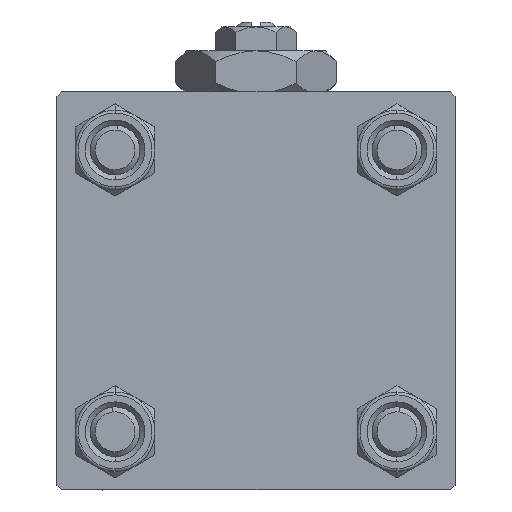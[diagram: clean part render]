
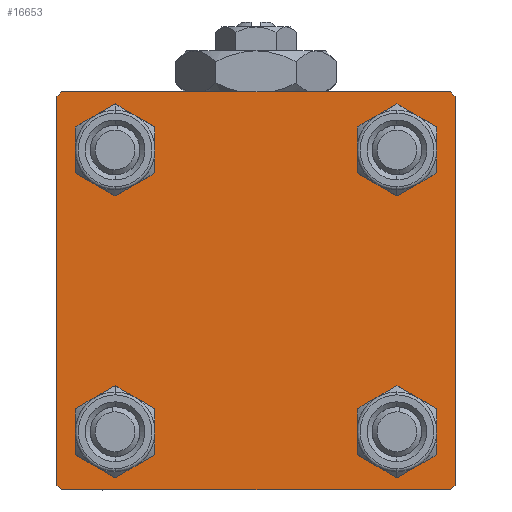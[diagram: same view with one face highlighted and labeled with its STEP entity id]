
A CAD part, left-side view. The second image highlights one B-rep face of the part: STEP entity #16653.
In plain terms, the highlighted planar face has unit normal (-1, 0, 0).
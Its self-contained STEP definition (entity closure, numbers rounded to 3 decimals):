
#116 = CARTESIAN_POINT ( 'NONE',  ( 0., 14.15, 14.15 ) ) ;
#271 = VERTEX_POINT ( 'NONE', #40556 ) ;
#1101 = VERTEX_POINT ( 'NONE', #48223 ) ;
#1195 = EDGE_CURVE ( 'NONE', #7389, #31773, #48477, .T. ) ;
#1344 = CARTESIAN_POINT ( 'NONE',  ( 0., -14.15, -17.15 ) ) ;
#2118 = CIRCLE ( 'NONE', #40815, 3. ) ;
#3343 = DIRECTION ( 'NONE',  ( 0., 0., 1. ) ) ;
#4130 = AXIS2_PLACEMENT_3D ( 'NONE', #8770, #40134, #8515 ) ;
#4655 = VECTOR ( 'NONE', #12709, 1000. ) ;
#4767 = DIRECTION ( 'NONE',  ( 0., 0., 1. ) ) ;
#5304 = CARTESIAN_POINT ( 'NONE',  ( 0., -19.75, 19.75 ) ) ;
#5546 = EDGE_CURVE ( 'NONE', #21511, #11028, #11970, .T. ) ;
#5563 = DIRECTION ( 'NONE',  ( 0., -0.707, 0.707 ) ) ;
#6311 = AXIS2_PLACEMENT_3D ( 'NONE', #32926, #21589, #4767 ) ;
#6387 = CARTESIAN_POINT ( 'NONE',  ( 0., -20., 20. ) ) ;
#6511 = DIRECTION ( 'NONE',  ( -1., 0., 0. ) ) ;
#6841 = EDGE_CURVE ( 'NONE', #7389, #28556, #19014, .T. ) ;
#7121 = CARTESIAN_POINT ( 'NONE',  ( 0., -19.5, -20. ) ) ;
#7201 = VERTEX_POINT ( 'NONE', #46345 ) ;
#7280 = VERTEX_POINT ( 'NONE', #37007 ) ;
#7389 = VERTEX_POINT ( 'NONE', #19343 ) ;
#7807 = EDGE_CURVE ( 'NONE', #15709, #7201, #43520, .T. ) ;
#7976 = CIRCLE ( 'NONE', #6311, 3. ) ;
#8310 = CARTESIAN_POINT ( 'NONE',  ( 0., -14.15, -14.15 ) ) ;
#8476 = EDGE_LOOP ( 'NONE', ( #23211, #31009 ) ) ;
#8515 = DIRECTION ( 'NONE',  ( 0., 0., 1. ) ) ;
#8738 = EDGE_CURVE ( 'NONE', #8742, #7201, #41631, .T. ) ;
#8742 = VERTEX_POINT ( 'NONE', #7121 ) ;
#8770 = CARTESIAN_POINT ( 'NONE',  ( 0., -14.15, -14.15 ) ) ;
#10584 = DIRECTION ( 'NONE',  ( 1., 0., 0. ) ) ;
#11028 = VERTEX_POINT ( 'NONE', #28345 ) ;
#11242 = CARTESIAN_POINT ( 'NONE',  ( 0., -19.5, 20. ) ) ;
#11599 = EDGE_CURVE ( 'NONE', #271, #8742, #12612, .T. ) ;
#11920 = ORIENTED_EDGE ( 'NONE', *, *, #12547, .T. ) ;
#11970 = CIRCLE ( 'NONE', #32960, 3. ) ;
#12547 = EDGE_CURVE ( 'NONE', #15709, #28556, #41113, .T. ) ;
#12612 = LINE ( 'NONE', #28949, #28144 ) ;
#12709 = DIRECTION ( 'NONE',  ( 0., 0., -1. ) ) ;
#12778 = CARTESIAN_POINT ( 'NONE',  ( 0., -14.15, 14.15 ) ) ;
#12929 = DIRECTION ( 'NONE',  ( 0., 0.707, 0.707 ) ) ;
#12968 = LINE ( 'NONE', #17710, #4655 ) ;
#13389 = VERTEX_POINT ( 'NONE', #1344 ) ;
#13684 = CIRCLE ( 'NONE', #36270, 3. ) ;
#14024 = CARTESIAN_POINT ( 'NONE',  ( 0., -14.15, 14.15 ) ) ;
#15066 = DIRECTION ( 'NONE',  ( 0., -1., 0. ) ) ;
#15490 = AXIS2_PLACEMENT_3D ( 'NONE', #8310, #16473, #48344 ) ;
#15709 = VERTEX_POINT ( 'NONE', #51857 ) ;
#16290 = EDGE_CURVE ( 'NONE', #31773, #31218, #12968, .T. ) ;
#16473 = DIRECTION ( 'NONE',  ( 1., 0., 0. ) ) ;
#16653 = ADVANCED_FACE ( 'NONE', ( #49968, #26801, #23098, #19147, #46806 ), #43378, .T. ) ;
#17710 = CARTESIAN_POINT ( 'NONE',  ( 0., 20., 20. ) ) ;
#18070 = VECTOR ( 'NONE', #12929, 1000. ) ;
#19008 = EDGE_LOOP ( 'NONE', ( #26222, #30403 ) ) ;
#19014 = LINE ( 'NONE', #22702, #47343 ) ;
#19147 = FACE_BOUND ( 'NONE', #19008, .T. ) ;
#19343 = CARTESIAN_POINT ( 'NONE',  ( 0., 19.5, 20. ) ) ;
#19739 = CARTESIAN_POINT ( 'NONE',  ( 0., 14.15, -14.15 ) ) ;
#20032 = CIRCLE ( 'NONE', #35140, 3. ) ;
#20181 = CARTESIAN_POINT ( 'NONE',  ( 0., 14.15, -11.15 ) ) ;
#21048 = CARTESIAN_POINT ( 'NONE',  ( 0., 19.75, 19.75 ) ) ;
#21511 = VERTEX_POINT ( 'NONE', #20181 ) ;
#21589 = DIRECTION ( 'NONE',  ( 1., 0., 0. ) ) ;
#22295 = CARTESIAN_POINT ( 'NONE',  ( 0., 14.15, 14.15 ) ) ;
#22702 = CARTESIAN_POINT ( 'NONE',  ( 0., 20., 20. ) ) ;
#23098 = FACE_BOUND ( 'NONE', #35106, .T. ) ;
#23211 = ORIENTED_EDGE ( 'NONE', *, *, #37443, .T. ) ;
#23822 = VECTOR ( 'NONE', #46417, 1000. ) ;
#23841 = ORIENTED_EDGE ( 'NONE', *, *, #36672, .T. ) ;
#24059 = CARTESIAN_POINT ( 'NONE',  ( 0., 19.75, -19.75 ) ) ;
#25579 = CIRCLE ( 'NONE', #15490, 3. ) ;
#26222 = ORIENTED_EDGE ( 'NONE', *, *, #36972, .T. ) ;
#26327 = VECTOR ( 'NONE', #40108, 1000. ) ;
#26672 = DIRECTION ( 'NONE',  ( 0., 0., 1. ) ) ;
#26683 = CARTESIAN_POINT ( 'NONE',  ( 0., 14.15, 17.15 ) ) ;
#26801 = FACE_BOUND ( 'NONE', #47791, .T. ) ;
#27050 = DIRECTION ( 'NONE',  ( 0., 0., 1. ) ) ;
#28144 = VECTOR ( 'NONE', #48195, 1000. ) ;
#28326 = DIRECTION ( 'NONE',  ( 1., 0., 0. ) ) ;
#28345 = CARTESIAN_POINT ( 'NONE',  ( 0., 14.15, -17.15 ) ) ;
#28556 = VERTEX_POINT ( 'NONE', #11242 ) ;
#28821 = EDGE_CURVE ( 'NONE', #1101, #42137, #13684, .T. ) ;
#28949 = CARTESIAN_POINT ( 'NONE',  ( 0., 20., -20. ) ) ;
#29670 = ORIENTED_EDGE ( 'NONE', *, *, #1195, .T. ) ;
#30403 = ORIENTED_EDGE ( 'NONE', *, *, #47425, .T. ) ;
#30484 = CARTESIAN_POINT ( 'NONE',  ( 0., 0., 0. ) ) ;
#30675 = AXIS2_PLACEMENT_3D ( 'NONE', #22295, #47056, #27050 ) ;
#30695 = CARTESIAN_POINT ( 'NONE',  ( 0., 14.15, 11.15 ) ) ;
#31009 = ORIENTED_EDGE ( 'NONE', *, *, #28821, .T. ) ;
#31030 = ORIENTED_EDGE ( 'NONE', *, *, #7807, .F. ) ;
#31218 = VERTEX_POINT ( 'NONE', #46508 ) ;
#31422 = LINE ( 'NONE', #24059, #26327 ) ;
#31773 = VERTEX_POINT ( 'NONE', #43211 ) ;
#31999 = DIRECTION ( 'NONE',  ( 0., 0., 1. ) ) ;
#32408 = EDGE_CURVE ( 'NONE', #31218, #271, #31422, .T. ) ;
#32926 = CARTESIAN_POINT ( 'NONE',  ( 0., 14.15, -14.15 ) ) ;
#32960 = AXIS2_PLACEMENT_3D ( 'NONE', #19739, #39233, #42930 ) ;
#33104 = ORIENTED_EDGE ( 'NONE', *, *, #6841, .F. ) ;
#33623 = ORIENTED_EDGE ( 'NONE', *, *, #32408, .T. ) ;
#34767 = VECTOR ( 'NONE', #5563, 1000. ) ;
#35106 = EDGE_LOOP ( 'NONE', ( #39486, #23841 ) ) ;
#35139 = EDGE_CURVE ( 'NONE', #13389, #7280, #25579, .T. ) ;
#35140 = AXIS2_PLACEMENT_3D ( 'NONE', #116, #28326, #31999 ) ;
#36270 = AXIS2_PLACEMENT_3D ( 'NONE', #12778, #41482, #41745 ) ;
#36672 = EDGE_CURVE ( 'NONE', #11028, #21511, #7976, .T. ) ;
#36972 = EDGE_CURVE ( 'NONE', #39800, #51226, #46688, .T. ) ;
#37007 = CARTESIAN_POINT ( 'NONE',  ( 0., -14.15, -11.15 ) ) ;
#37443 = EDGE_CURVE ( 'NONE', #42137, #1101, #2118, .T. ) ;
#39233 = DIRECTION ( 'NONE',  ( 1., 0., 0. ) ) ;
#39486 = ORIENTED_EDGE ( 'NONE', *, *, #5546, .T. ) ;
#39800 = VERTEX_POINT ( 'NONE', #26683 ) ;
#40108 = DIRECTION ( 'NONE',  ( 0., -0.707, -0.707 ) ) ;
#40134 = DIRECTION ( 'NONE',  ( 1., 0., 0. ) ) ;
#40556 = CARTESIAN_POINT ( 'NONE',  ( 0., 19.5, -20. ) ) ;
#40654 = EDGE_LOOP ( 'NONE', ( #50744, #33623, #50999, #48838, #31030, #11920, #33104, #29670 ) ) ;
#40815 = AXIS2_PLACEMENT_3D ( 'NONE', #14024, #10584, #26672 ) ;
#40893 = ORIENTED_EDGE ( 'NONE', *, *, #35139, .T. ) ;
#41113 = LINE ( 'NONE', #5304, #18070 ) ;
#41482 = DIRECTION ( 'NONE',  ( 1., 0., 0. ) ) ;
#41631 = LINE ( 'NONE', #45846, #34767 ) ;
#41745 = DIRECTION ( 'NONE',  ( 0., 0., 1. ) ) ;
#41788 = ORIENTED_EDGE ( 'NONE', *, *, #50427, .T. ) ;
#42137 = VERTEX_POINT ( 'NONE', #49739 ) ;
#42930 = DIRECTION ( 'NONE',  ( 0., 0., 1. ) ) ;
#43056 = VECTOR ( 'NONE', #44012, 1000. ) ;
#43211 = CARTESIAN_POINT ( 'NONE',  ( 0., 20., 19.5 ) ) ;
#43378 = PLANE ( 'NONE',  #50058 ) ;
#43520 = LINE ( 'NONE', #6387, #23822 ) ;
#44012 = DIRECTION ( 'NONE',  ( 0., 0.707, -0.707 ) ) ;
#45846 = CARTESIAN_POINT ( 'NONE',  ( 0., -19.75, -19.75 ) ) ;
#46345 = CARTESIAN_POINT ( 'NONE',  ( 0., -20., -19.5 ) ) ;
#46417 = DIRECTION ( 'NONE',  ( 0., 0., -1. ) ) ;
#46508 = CARTESIAN_POINT ( 'NONE',  ( 0., 20., -19.5 ) ) ;
#46688 = CIRCLE ( 'NONE', #30675, 3. ) ;
#46806 = FACE_OUTER_BOUND ( 'NONE', #40654, .T. ) ;
#47056 = DIRECTION ( 'NONE',  ( 1., 0., 0. ) ) ;
#47343 = VECTOR ( 'NONE', #15066, 1000. ) ;
#47425 = EDGE_CURVE ( 'NONE', #51226, #39800, #20032, .T. ) ;
#47791 = EDGE_LOOP ( 'NONE', ( #41788, #40893 ) ) ;
#48195 = DIRECTION ( 'NONE',  ( 0., -1., 0. ) ) ;
#48223 = CARTESIAN_POINT ( 'NONE',  ( 0., -14.15, 11.15 ) ) ;
#48344 = DIRECTION ( 'NONE',  ( 0., 0., 1. ) ) ;
#48477 = LINE ( 'NONE', #21048, #43056 ) ;
#48838 = ORIENTED_EDGE ( 'NONE', *, *, #8738, .T. ) ;
#49535 = CIRCLE ( 'NONE', #4130, 3. ) ;
#49739 = CARTESIAN_POINT ( 'NONE',  ( 0., -14.15, 17.15 ) ) ;
#49968 = FACE_BOUND ( 'NONE', #8476, .T. ) ;
#50058 = AXIS2_PLACEMENT_3D ( 'NONE', #30484, #6511, #3343 ) ;
#50427 = EDGE_CURVE ( 'NONE', #7280, #13389, #49535, .T. ) ;
#50744 = ORIENTED_EDGE ( 'NONE', *, *, #16290, .T. ) ;
#50999 = ORIENTED_EDGE ( 'NONE', *, *, #11599, .T. ) ;
#51226 = VERTEX_POINT ( 'NONE', #30695 ) ;
#51857 = CARTESIAN_POINT ( 'NONE',  ( 0., -20., 19.5 ) ) ;
